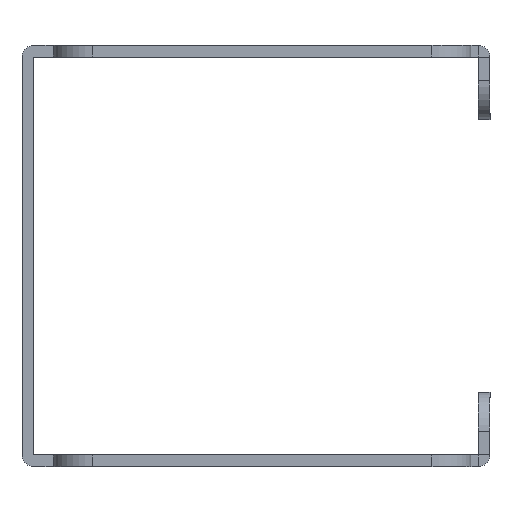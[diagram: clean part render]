
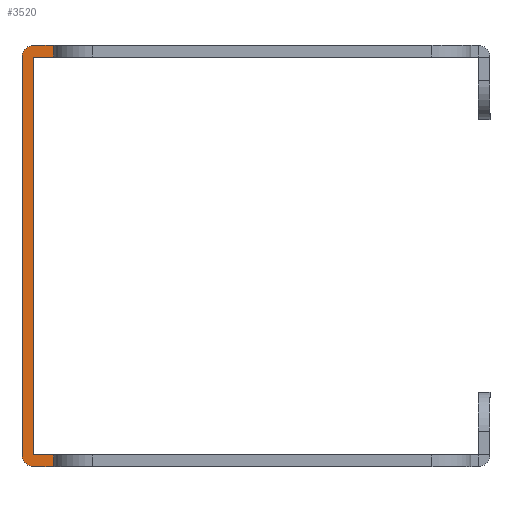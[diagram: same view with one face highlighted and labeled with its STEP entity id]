
A CAD part, left-side view. The second image highlights one B-rep face of the part: STEP entity #3520.
In plain terms, the highlighted planar face has unit normal (-1, 0, 0).
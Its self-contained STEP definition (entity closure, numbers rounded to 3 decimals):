
#194 = CARTESIAN_POINT ( 'NONE',  ( 9.4, 0., 0. ) ) ;
#199 = DIRECTION ( 'NONE',  ( 0., 1., 0. ) ) ;
#328 = DIRECTION ( 'NONE',  ( 0., 1., 0. ) ) ;
#346 = CARTESIAN_POINT ( 'NONE',  ( 9.4, -57., -52.5 ) ) ;
#405 = CARTESIAN_POINT ( 'NONE',  ( 9.4, 0., 1.5 ) ) ;
#417 = DIRECTION ( 'NONE',  ( 0., 1., 0. ) ) ;
#542 = CARTESIAN_POINT ( 'NONE',  ( 9.4, -57., -51. ) ) ;
#583 = DIRECTION ( 'NONE',  ( 0., 1., 0. ) ) ;
#936 = ORIENTED_EDGE ( 'NONE', *, *, #3033, .F. ) ;
#987 = ORIENTED_EDGE ( 'NONE', *, *, #3074, .F. ) ;
#1000 = ORIENTED_EDGE ( 'NONE', *, *, #3026, .T. ) ;
#1059 = ORIENTED_EDGE ( 'NONE', *, *, #3172, .F. ) ;
#1095 = ORIENTED_EDGE ( 'NONE', *, *, #3270, .T. ) ;
#1098 = ORIENTED_EDGE ( 'NONE', *, *, #3028, .T. ) ;
#1107 = ORIENTED_EDGE ( 'NONE', *, *, #2941, .T. ) ;
#1136 = ORIENTED_EDGE ( 'NONE', *, *, #2990, .T. ) ;
#1144 = ORIENTED_EDGE ( 'NONE', *, *, #3286, .F. ) ;
#1219 = ORIENTED_EDGE ( 'NONE', *, *, #3378, .T. ) ;
#1222 = ORIENTED_EDGE ( 'NONE', *, *, #3076, .F. ) ;
#1294 = ORIENTED_EDGE ( 'NONE', *, *, #3025, .F. ) ;
#1611 = FACE_OUTER_BOUND ( 'NONE', #5194, .T. ) ;
#1649 = CARTESIAN_POINT ( 'NONE',  ( 9.4, -2.5, -52.5 ) ) ;
#1702 = CARTESIAN_POINT ( 'NONE',  ( 9.4, -2.5, -51. ) ) ;
#1705 = CARTESIAN_POINT ( 'NONE',  ( 9.4, 0., -50.999 ) ) ;
#1764 = CARTESIAN_POINT ( 'NONE',  ( 9.4, 1.5, -50.999 ) ) ;
#1782 = CARTESIAN_POINT ( 'NONE',  ( 9.4, -0.001, -52.5 ) ) ;
#1840 = CARTESIAN_POINT ( 'NONE',  ( 9.4, 0., -51. ) ) ;
#1962 = CARTESIAN_POINT ( 'NONE',  ( 9.4, -2.5, 1.5 ) ) ;
#2010 = DIRECTION ( 'NONE',  ( 0., 0., -1. ) ) ;
#2121 = DIRECTION ( 'NONE',  ( 1., 0., 0. ) ) ;
#2125 = PLANE ( 'NONE',  #5528 ) ;
#2175 = CARTESIAN_POINT ( 'NONE',  ( 9.4, 1.5, -0.001 ) ) ;
#2352 = CARTESIAN_POINT ( 'NONE',  ( 9.4, -2.5, 0. ) ) ;
#2363 = CARTESIAN_POINT ( 'NONE',  ( 9.4, -0.001, 0. ) ) ;
#2453 = DIRECTION ( 'NONE',  ( 0., 0., -1. ) ) ;
#2461 = DIRECTION ( 'NONE',  ( 0., 0., -1. ) ) ;
#2520 = CARTESIAN_POINT ( 'NONE',  ( 9.4, -2.5, -55.25 ) ) ;
#2546 = CARTESIAN_POINT ( 'NONE',  ( 9.4, 1.5, -55.25 ) ) ;
#2552 = DIRECTION ( 'NONE',  ( 0., 0., -1. ) ) ;
#2612 = DIRECTION ( 'NONE',  ( -1., 0., 0. ) ) ;
#2614 = CARTESIAN_POINT ( 'NONE',  ( 9.4, -0.001, -50.999 ) ) ;
#2644 = CARTESIAN_POINT ( 'NONE',  ( 9.4, -0.001, 1.5 ) ) ;
#2646 = CARTESIAN_POINT ( 'NONE',  ( 9.4, -0.001, -51. ) ) ;
#2699 = DIRECTION ( 'NONE',  ( 0., 0., -1. ) ) ;
#2723 = CARTESIAN_POINT ( 'NONE',  ( 9.4, 0., -0.001 ) ) ;
#2758 = CARTESIAN_POINT ( 'NONE',  ( 9.4, -2.5, -55.25 ) ) ;
#2764 = DIRECTION ( 'NONE',  ( 0., 0., -1. ) ) ;
#2790 = DIRECTION ( 'NONE',  ( -1., 0., 0. ) ) ;
#2791 = DIRECTION ( 'NONE',  ( 0., 0., -1. ) ) ;
#2807 = DIRECTION ( 'NONE',  ( 0., 0., -1. ) ) ;
#2812 = CARTESIAN_POINT ( 'NONE',  ( 9.4, -2.5, -55.25 ) ) ;
#2815 = CARTESIAN_POINT ( 'NONE',  ( 9.4, -0.001, -0.001 ) ) ;
#2826 = DIRECTION ( 'NONE',  ( -1., 0., 0. ) ) ;
#2827 = CARTESIAN_POINT ( 'NONE',  ( 9.4, -0.001, -0.001 ) ) ;
#2837 = CARTESIAN_POINT ( 'NONE',  ( 9.4, -0.001, -50.999 ) ) ;
#2856 = DIRECTION ( 'NONE',  ( -1., 0., 0. ) ) ;
#2868 = DIRECTION ( 'NONE',  ( 0., 0., 1. ) ) ;
#2941 = EDGE_CURVE ( 'NONE', #5148, #5213, #5513, .T. ) ;
#2990 = EDGE_CURVE ( 'NONE', #5396, #5060, #4495, .T. ) ;
#3025 = EDGE_CURVE ( 'NONE', #3967, #5060, #4945, .T. ) ;
#3026 = EDGE_CURVE ( 'NONE', #3985, #5148, #4701, .T. ) ;
#3028 = EDGE_CURVE ( 'NONE', #5213, #5402, #4827, .T. ) ;
#3033 = EDGE_CURVE ( 'NONE', #5396, #5048, #4643, .T. ) ;
#3074 = EDGE_CURVE ( 'NONE', #4010, #3955, #4740, .T. ) ;
#3076 = EDGE_CURVE ( 'NONE', #5365, #5367, #4748, .T. ) ;
#3172 = EDGE_CURVE ( 'NONE', #3955, #3967, #4315, .T. ) ;
#3270 = EDGE_CURVE ( 'NONE', #4010, #3985, #4395, .T. ) ;
#3286 = EDGE_CURVE ( 'NONE', #5367, #5402, #4582, .T. ) ;
#3374 = AXIS2_PLACEMENT_3D ( 'NONE', #2815, #2790, #2791 ) ;
#3375 = AXIS2_PLACEMENT_3D ( 'NONE', #2827, #2826, #2461 ) ;
#3378 = EDGE_CURVE ( 'NONE', #5365, #5048, #4535, .T. ) ;
#3520 = ADVANCED_FACE ( 'NONE', ( #1611 ), #2125, .F. ) ;
#3955 = VERTEX_POINT ( 'NONE', #2352 ) ;
#3967 = VERTEX_POINT ( 'NONE', #2363 ) ;
#3985 = VERTEX_POINT ( 'NONE', #2644 ) ;
#4010 = VERTEX_POINT ( 'NONE', #1962 ) ;
#4214 = VECTOR ( 'NONE', #2868, 1000. ) ;
#4237 = VECTOR ( 'NONE', #328, 1000. ) ;
#4315 = LINE ( 'NONE', #194, #4352 ) ;
#4352 = VECTOR ( 'NONE', #199, 1000. ) ;
#4354 = VECTOR ( 'NONE', #2807, 1000. ) ;
#4366 = VECTOR ( 'NONE', #583, 1000. ) ;
#4395 = LINE ( 'NONE', #405, #4237 ) ;
#4495 = LINE ( 'NONE', #1840, #4214 ) ;
#4535 = LINE ( 'NONE', #542, #4366 ) ;
#4582 = LINE ( 'NONE', #346, #4638 ) ;
#4601 = VECTOR ( 'NONE', #2552, 1000. ) ;
#4638 = VECTOR ( 'NONE', #417, 1000. ) ;
#4643 = CIRCLE ( 'NONE', #5548, 0.001 ) ;
#4701 = CIRCLE ( 'NONE', #3374, 1.501 ) ;
#4740 = LINE ( 'NONE', #2812, #4601 ) ;
#4748 = LINE ( 'NONE', #2758, #4354 ) ;
#4827 = CIRCLE ( 'NONE', #5633, 1.501 ) ;
#4945 = CIRCLE ( 'NONE', #3375, 0.001 ) ;
#5048 = VERTEX_POINT ( 'NONE', #2646 ) ;
#5060 = VERTEX_POINT ( 'NONE', #2723 ) ;
#5148 = VERTEX_POINT ( 'NONE', #2175 ) ;
#5194 = EDGE_LOOP ( 'NONE', ( #1000, #1107, #1098, #1144, #1222, #1219, #936, #1136, #1294, #1059, #987, #1095 ) ) ;
#5213 = VERTEX_POINT ( 'NONE', #1764 ) ;
#5365 = VERTEX_POINT ( 'NONE', #1702 ) ;
#5367 = VERTEX_POINT ( 'NONE', #1649 ) ;
#5396 = VERTEX_POINT ( 'NONE', #1705 ) ;
#5402 = VERTEX_POINT ( 'NONE', #1782 ) ;
#5513 = LINE ( 'NONE', #2546, #5520 ) ;
#5520 = VECTOR ( 'NONE', #2699, 1000. ) ;
#5528 = AXIS2_PLACEMENT_3D ( 'NONE', #2520, #2121, #2010 ) ;
#5548 = AXIS2_PLACEMENT_3D ( 'NONE', #2837, #2856, #2764 ) ;
#5633 = AXIS2_PLACEMENT_3D ( 'NONE', #2614, #2612, #2453 ) ;
